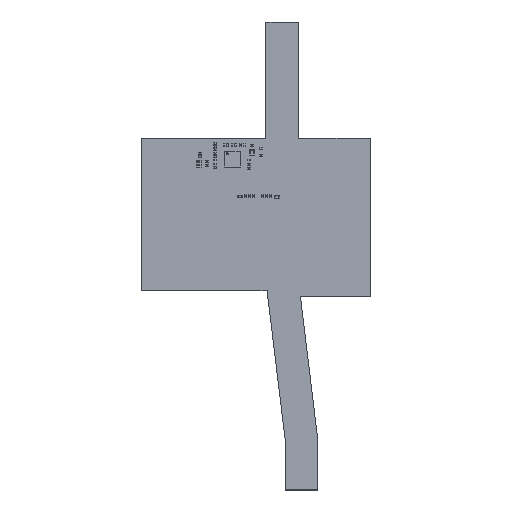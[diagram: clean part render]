
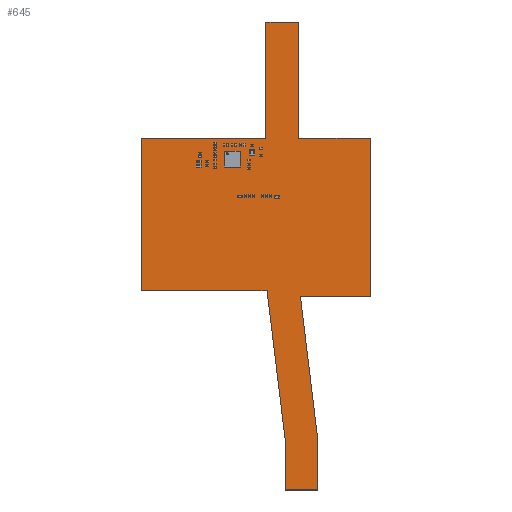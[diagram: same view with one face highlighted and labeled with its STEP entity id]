
A CAD part, top view. The second image highlights one B-rep face of the part: STEP entity #645.
In plain terms, the highlighted planar face has unit normal (0, 0, 1).
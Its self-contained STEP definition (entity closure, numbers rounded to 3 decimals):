
#196 = VERTEX_POINT('',#197);
#197 = CARTESIAN_POINT('',(0.,0.,0.411));
#203 = EDGE_CURVE('',#196,#204,#206,.T.);
#204 = VERTEX_POINT('',#205);
#205 = CARTESIAN_POINT('',(0.,49.,0.411));
#206 = LINE('',#207,#208);
#207 = CARTESIAN_POINT('',(0.,0.,0.411));
#208 = VECTOR('',#209,1.);
#209 = DIRECTION('',(0.,1.,0.));
#234 = EDGE_CURVE('',#204,#235,#237,.T.);
#235 = VERTEX_POINT('',#236);
#236 = CARTESIAN_POINT('',(39.98,49.,0.411));
#237 = LINE('',#238,#239);
#238 = CARTESIAN_POINT('',(0.,49.,0.411));
#239 = VECTOR('',#240,1.);
#240 = DIRECTION('',(1.,0.,0.));
#265 = EDGE_CURVE('',#235,#266,#268,.T.);
#266 = VERTEX_POINT('',#267);
#267 = CARTESIAN_POINT('',(39.98,86.43,0.411));
#268 = LINE('',#269,#270);
#269 = CARTESIAN_POINT('',(39.98,49.,0.411));
#270 = VECTOR('',#271,1.);
#271 = DIRECTION('',(0.,1.,0.));
#296 = EDGE_CURVE('',#266,#297,#299,.T.);
#297 = VERTEX_POINT('',#298);
#298 = CARTESIAN_POINT('',(50.48,86.43,0.411));
#299 = LINE('',#300,#301);
#300 = CARTESIAN_POINT('',(39.98,86.43,0.411));
#301 = VECTOR('',#302,1.);
#302 = DIRECTION('',(1.,0.,0.));
#327 = EDGE_CURVE('',#297,#328,#330,.T.);
#328 = VERTEX_POINT('',#329);
#329 = CARTESIAN_POINT('',(50.48,49.,0.411));
#330 = LINE('',#331,#332);
#331 = CARTESIAN_POINT('',(50.48,86.43,0.411));
#332 = VECTOR('',#333,1.);
#333 = DIRECTION('',(0.,-1.,0.));
#358 = EDGE_CURVE('',#328,#359,#361,.T.);
#359 = VERTEX_POINT('',#360);
#360 = CARTESIAN_POINT('',(73.59,49.,0.411));
#361 = LINE('',#362,#363);
#362 = CARTESIAN_POINT('',(50.48,49.,0.411));
#363 = VECTOR('',#364,1.);
#364 = DIRECTION('',(1.,0.,0.));
#389 = EDGE_CURVE('',#359,#390,#392,.T.);
#390 = VERTEX_POINT('',#391);
#391 = CARTESIAN_POINT('',(73.59,-1.914,0.411));
#392 = LINE('',#393,#394);
#393 = CARTESIAN_POINT('',(73.59,49.,0.411));
#394 = VECTOR('',#395,1.);
#395 = DIRECTION('',(0.,-1.,0.));
#420 = EDGE_CURVE('',#390,#421,#423,.T.);
#421 = VERTEX_POINT('',#422);
#422 = CARTESIAN_POINT('',(51.072,-1.914,0.411));
#423 = LINE('',#424,#425);
#424 = CARTESIAN_POINT('',(73.59,-1.914,0.411));
#425 = VECTOR('',#426,1.);
#426 = DIRECTION('',(-1.,0.,0.));
#451 = EDGE_CURVE('',#421,#452,#454,.T.);
#452 = VERTEX_POINT('',#453);
#453 = CARTESIAN_POINT('',(56.63,-47.634,0.411));
#454 = LINE('',#455,#456);
#455 = CARTESIAN_POINT('',(51.072,-1.914,0.411));
#456 = VECTOR('',#457,1.);
#457 = DIRECTION('',(0.121,-0.993,0.));
#482 = EDGE_CURVE('',#452,#483,#485,.T.);
#483 = VERTEX_POINT('',#484);
#484 = CARTESIAN_POINT('',(56.63,-64.08,0.411));
#485 = LINE('',#486,#487);
#486 = CARTESIAN_POINT('',(56.63,-47.634,0.411));
#487 = VECTOR('',#488,1.);
#488 = DIRECTION('',(0.,-1.,0.));
#513 = EDGE_CURVE('',#483,#514,#516,.T.);
#514 = VERTEX_POINT('',#515);
#515 = CARTESIAN_POINT('',(46.13,-64.08,0.411));
#516 = LINE('',#517,#518);
#517 = CARTESIAN_POINT('',(56.63,-64.08,0.411));
#518 = VECTOR('',#519,1.);
#519 = DIRECTION('',(-1.,0.,0.));
#544 = EDGE_CURVE('',#514,#545,#547,.T.);
#545 = VERTEX_POINT('',#546);
#546 = CARTESIAN_POINT('',(46.13,-47.634,0.411));
#547 = LINE('',#548,#549);
#548 = CARTESIAN_POINT('',(46.13,-64.08,0.411));
#549 = VECTOR('',#550,1.);
#550 = DIRECTION('',(0.,1.,0.));
#575 = EDGE_CURVE('',#545,#576,#578,.T.);
#576 = VERTEX_POINT('',#577);
#577 = CARTESIAN_POINT('',(40.339,0.,0.411));
#578 = LINE('',#579,#580);
#579 = CARTESIAN_POINT('',(46.13,-47.634,0.411));
#580 = VECTOR('',#581,1.);
#581 = DIRECTION('',(-0.121,0.993,0.));
#606 = EDGE_CURVE('',#576,#196,#607,.T.);
#607 = LINE('',#608,#609);
#608 = CARTESIAN_POINT('',(40.339,0.,0.411));
#609 = VECTOR('',#610,1.);
#610 = DIRECTION('',(-1.,0.,0.));
#645 = ADVANCED_FACE('',(#646),#662,.T.);
#646 = FACE_BOUND('',#647,.F.);
#647 = EDGE_LOOP('',(#648,#649,#650,#651,#652,#653,#654,#655,#656,#657,
    #658,#659,#660,#661));
#648 = ORIENTED_EDGE('',*,*,#203,.T.);
#649 = ORIENTED_EDGE('',*,*,#234,.T.);
#650 = ORIENTED_EDGE('',*,*,#265,.T.);
#651 = ORIENTED_EDGE('',*,*,#296,.T.);
#652 = ORIENTED_EDGE('',*,*,#327,.T.);
#653 = ORIENTED_EDGE('',*,*,#358,.T.);
#654 = ORIENTED_EDGE('',*,*,#389,.T.);
#655 = ORIENTED_EDGE('',*,*,#420,.T.);
#656 = ORIENTED_EDGE('',*,*,#451,.T.);
#657 = ORIENTED_EDGE('',*,*,#482,.T.);
#658 = ORIENTED_EDGE('',*,*,#513,.T.);
#659 = ORIENTED_EDGE('',*,*,#544,.T.);
#660 = ORIENTED_EDGE('',*,*,#575,.T.);
#661 = ORIENTED_EDGE('',*,*,#606,.T.);
#662 = PLANE('',#663);
#663 = AXIS2_PLACEMENT_3D('',#664,#665,#666);
#664 = CARTESIAN_POINT('',(0.,0.,0.411));
#665 = DIRECTION('',(0.,0.,1.));
#666 = DIRECTION('',(1.,0.,0.));
